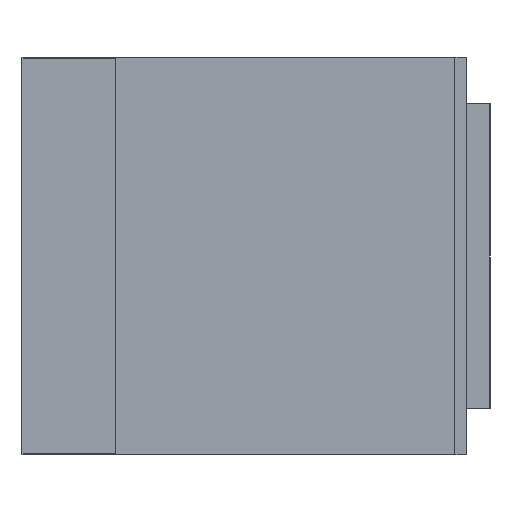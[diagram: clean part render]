
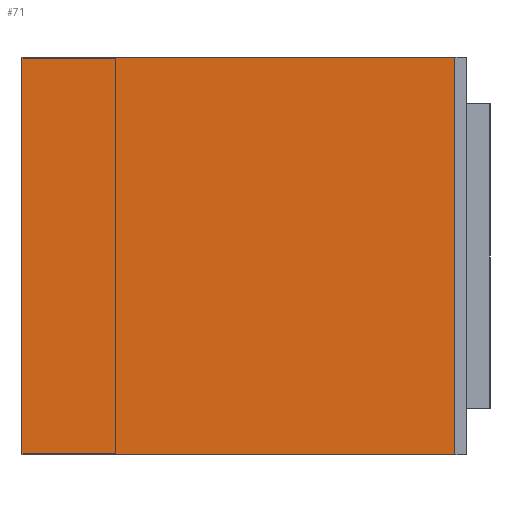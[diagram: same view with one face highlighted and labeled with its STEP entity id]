
A CAD part, left-side view. The second image highlights one B-rep face of the part: STEP entity #71.
In plain terms, the highlighted planar face has unit normal (-1, 0, 0).
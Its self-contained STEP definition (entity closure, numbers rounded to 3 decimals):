
#1 = VECTOR ( 'NONE', #315, 1000. ) ;
#26 = VERTEX_POINT ( 'NONE', #406 ) ;
#71 = ADVANCED_FACE ( 'NONE', ( #460 ), #815, .F. ) ;
#93 = VERTEX_POINT ( 'NONE', #506 ) ;
#96 = EDGE_CURVE ( 'NONE', #26, #709, #761, .T. ) ;
#152 = ORIENTED_EDGE ( 'NONE', *, *, #154, .F. ) ;
#154 = EDGE_CURVE ( 'NONE', #93, #26, #591, .T. ) ;
#173 = VECTOR ( 'NONE', #272, 1000. ) ;
#181 = DIRECTION ( 'NONE',  ( 0., 0., -1. ) ) ;
#208 = CARTESIAN_POINT ( 'NONE',  ( -0.8, 0.075, -0.425 ) ) ;
#210 = LINE ( 'NONE', #619, #417 ) ;
#262 = CARTESIAN_POINT ( 'NONE',  ( -0.8, 1., 0.425 ) ) ;
#272 = DIRECTION ( 'NONE',  ( 0., 0., -1. ) ) ;
#283 = VECTOR ( 'NONE', #576, 1000. ) ;
#289 = ORIENTED_EDGE ( 'NONE', *, *, #543, .F. ) ;
#315 = DIRECTION ( 'NONE',  ( 0., -1., 0. ) ) ;
#319 = EDGE_CURVE ( 'NONE', #821, #709, #991, .T. ) ;
#340 = DIRECTION ( 'NONE',  ( 1., 0., 0. ) ) ;
#377 = CARTESIAN_POINT ( 'NONE',  ( -0.8, 1., -0.425 ) ) ;
#406 = CARTESIAN_POINT ( 'NONE',  ( -0.8, 0.075, 0.425 ) ) ;
#417 = VECTOR ( 'NONE', #684, 1000. ) ;
#425 = CARTESIAN_POINT ( 'NONE',  ( -0.8, 0.075, 0.425 ) ) ;
#460 = FACE_OUTER_BOUND ( 'NONE', #583, .T. ) ;
#506 = CARTESIAN_POINT ( 'NONE',  ( -0.8, 1., 0.425 ) ) ;
#543 = EDGE_CURVE ( 'NONE', #821, #93, #210, .T. ) ;
#555 = ORIENTED_EDGE ( 'NONE', *, *, #96, .F. ) ;
#576 = DIRECTION ( 'NONE',  ( 0., -1., 0. ) ) ;
#583 = EDGE_LOOP ( 'NONE', ( #555, #152, #289, #833 ) ) ;
#591 = LINE ( 'NONE', #262, #283 ) ;
#619 = CARTESIAN_POINT ( 'NONE',  ( -0.8, 1., 0.425 ) ) ;
#684 = DIRECTION ( 'NONE',  ( 0., 0., 1. ) ) ;
#709 = VERTEX_POINT ( 'NONE', #208 ) ;
#711 = CARTESIAN_POINT ( 'NONE',  ( -0.8, 1., -0.425 ) ) ;
#755 = AXIS2_PLACEMENT_3D ( 'NONE', #899, #340, #181 ) ;
#761 = LINE ( 'NONE', #425, #173 ) ;
#815 = PLANE ( 'NONE',  #755 ) ;
#821 = VERTEX_POINT ( 'NONE', #377 ) ;
#833 = ORIENTED_EDGE ( 'NONE', *, *, #319, .T. ) ;
#899 = CARTESIAN_POINT ( 'NONE',  ( -0.8, 1., 0.425 ) ) ;
#991 = LINE ( 'NONE', #711, #1 ) ;
